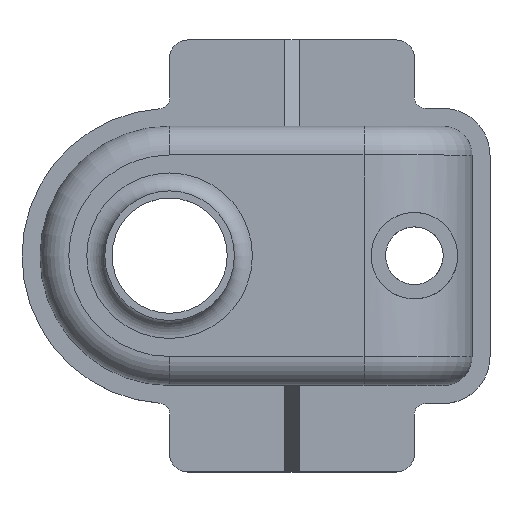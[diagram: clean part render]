
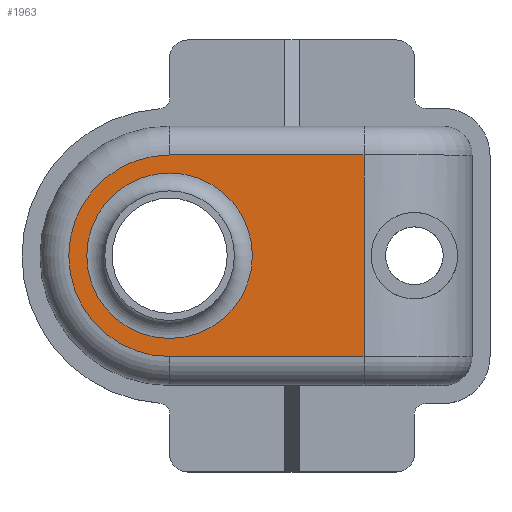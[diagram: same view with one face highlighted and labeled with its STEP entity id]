
A CAD part, top view. The second image highlights one B-rep face of the part: STEP entity #1963.
In plain terms, the highlighted planar face has unit normal (0, 0, 1).
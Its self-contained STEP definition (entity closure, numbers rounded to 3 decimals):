
#1532 = VERTEX_POINT('',#1533);
#1533 = CARTESIAN_POINT('',(54.,-28.,45.));
#1558 = VERTEX_POINT('',#1559);
#1559 = CARTESIAN_POINT('',(0.,-28.,45.));
#1577 = EDGE_CURVE('',#1558,#1532,#1578,.T.);
#1578 = LINE('',#1579,#1580);
#1579 = CARTESIAN_POINT('',(0.,-28.,45.));
#1580 = VECTOR('',#1581,1.);
#1581 = DIRECTION('',(1.,0.,0.));
#1593 = EDGE_CURVE('',#1532,#1594,#1596,.T.);
#1594 = VERTEX_POINT('',#1595);
#1595 = CARTESIAN_POINT('',(54.,28.,45.));
#1596 = LINE('',#1597,#1598);
#1597 = CARTESIAN_POINT('',(54.,-36.,45.));
#1598 = VECTOR('',#1599,1.);
#1599 = DIRECTION('',(0.,1.,0.));
#1795 = VERTEX_POINT('',#1796);
#1796 = CARTESIAN_POINT('',(0.,28.,45.));
#1803 = EDGE_CURVE('',#1594,#1795,#1804,.T.);
#1804 = LINE('',#1805,#1806);
#1805 = CARTESIAN_POINT('',(54.,28.,45.));
#1806 = VECTOR('',#1807,1.);
#1807 = DIRECTION('',(-1.,0.,0.));
#1950 = EDGE_CURVE('',#1795,#1558,#1951,.T.);
#1951 = CIRCLE('',#1952,28.);
#1952 = AXIS2_PLACEMENT_3D('',#1953,#1954,#1955);
#1953 = CARTESIAN_POINT('',(0.,0.,45.));
#1954 = DIRECTION('',(0.,-0.,1.));
#1955 = DIRECTION('',(0.,1.,0.));
#1963 = ADVANCED_FACE('',(#1964,#1975),#1981,.T.);
#1964 = FACE_BOUND('',#1965,.T.);
#1965 = EDGE_LOOP('',(#1966));
#1966 = ORIENTED_EDGE('',*,*,#1967,.F.);
#1967 = EDGE_CURVE('',#1968,#1968,#1970,.T.);
#1968 = VERTEX_POINT('',#1969);
#1969 = CARTESIAN_POINT('',(23.,0.,45.));
#1970 = CIRCLE('',#1971,23.);
#1971 = AXIS2_PLACEMENT_3D('',#1972,#1973,#1974);
#1972 = CARTESIAN_POINT('',(0.,0.,45.));
#1973 = DIRECTION('',(0.,0.,1.));
#1974 = DIRECTION('',(1.,0.,0.));
#1975 = FACE_BOUND('',#1976,.T.);
#1976 = EDGE_LOOP('',(#1977,#1978,#1979,#1980));
#1977 = ORIENTED_EDGE('',*,*,#1593,.T.);
#1978 = ORIENTED_EDGE('',*,*,#1803,.T.);
#1979 = ORIENTED_EDGE('',*,*,#1950,.T.);
#1980 = ORIENTED_EDGE('',*,*,#1577,.T.);
#1981 = PLANE('',#1982);
#1982 = AXIS2_PLACEMENT_3D('',#1983,#1984,#1985);
#1983 = CARTESIAN_POINT('',(31.205,0.,45.));
#1984 = DIRECTION('',(0.,0.,1.));
#1985 = DIRECTION('',(1.,0.,0.));
